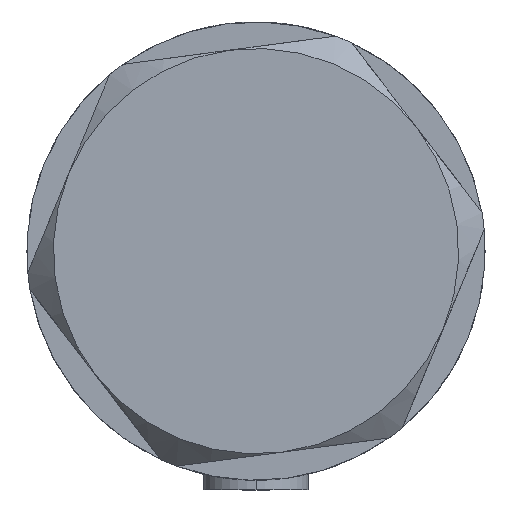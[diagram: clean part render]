
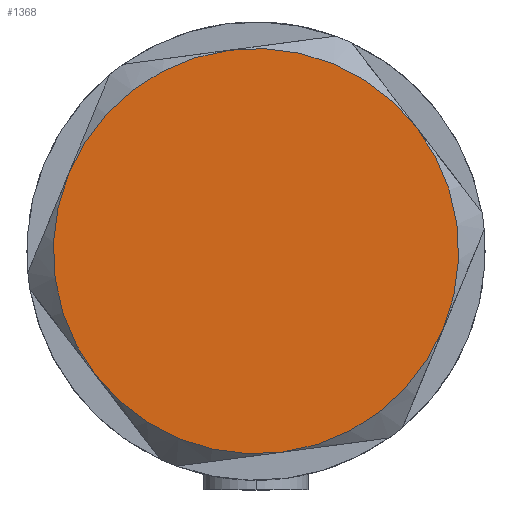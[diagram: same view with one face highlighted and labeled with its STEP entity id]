
A CAD part, left-side view. The second image highlights one B-rep face of the part: STEP entity #1368.
In plain terms, the highlighted face is planar.
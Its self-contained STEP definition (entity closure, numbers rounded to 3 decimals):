
#2 = VERTEX_POINT ( 'NONE', #1747 ) ;
#14 = DIRECTION ( 'NONE',  ( 0., 0., 1. ) ) ;
#36 = CIRCLE ( 'NONE', #4492, 23. ) ;
#136 = ORIENTED_EDGE ( 'NONE', *, *, #4216, .T. ) ;
#217 = VERTEX_POINT ( 'NONE', #3270 ) ;
#271 = EDGE_CURVE ( 'NONE', #1905, #2, #36, .T. ) ;
#383 = EDGE_LOOP ( 'NONE', ( #2230, #1463, #941, #725, #2354, #136 ) ) ;
#693 = DIRECTION ( 'NONE',  ( 0., 0., 1. ) ) ;
#725 = ORIENTED_EDGE ( 'NONE', *, *, #3323, .T. ) ;
#797 = DIRECTION ( 'NONE',  ( 1., 0., 0. ) ) ;
#941 = ORIENTED_EDGE ( 'NONE', *, *, #2065, .T. ) ;
#1017 = FACE_OUTER_BOUND ( 'NONE', #383, .T. ) ;
#1037 = CARTESIAN_POINT ( 'NONE',  ( 0., 0., 9. ) ) ;
#1229 = DIRECTION ( 'NONE',  ( 0., 0., 1. ) ) ;
#1325 = CIRCLE ( 'NONE', #1812, 23. ) ;
#1354 = VERTEX_POINT ( 'NONE', #3777 ) ;
#1368 = ADVANCED_FACE ( 'NONE', ( #1017 ), #1856, .T. ) ;
#1443 = CARTESIAN_POINT ( 'NONE',  ( 0., 0., 9. ) ) ;
#1463 = ORIENTED_EDGE ( 'NONE', *, *, #3106, .T. ) ;
#1609 = CARTESIAN_POINT ( 'NONE',  ( 0., 0., 9. ) ) ;
#1725 = CIRCLE ( 'NONE', #3886, 23. ) ;
#1747 = CARTESIAN_POINT ( 'NONE',  ( -11.5, -19.919, 9. ) ) ;
#1812 = AXIS2_PLACEMENT_3D ( 'NONE', #3594, #693, #797 ) ;
#1856 = PLANE ( 'NONE',  #2990 ) ;
#1905 = VERTEX_POINT ( 'NONE', #4875 ) ;
#2065 = EDGE_CURVE ( 'NONE', #1354, #217, #1725, .T. ) ;
#2216 = CARTESIAN_POINT ( 'NONE',  ( 0., 0., 9. ) ) ;
#2217 = DIRECTION ( 'NONE',  ( 0., 0., 1. ) ) ;
#2230 = ORIENTED_EDGE ( 'NONE', *, *, #3974, .T. ) ;
#2354 = ORIENTED_EDGE ( 'NONE', *, *, #271, .T. ) ;
#2577 = CIRCLE ( 'NONE', #2831, 23. ) ;
#2580 = DIRECTION ( 'NONE',  ( 1., 0., 0. ) ) ;
#2585 = VERTEX_POINT ( 'NONE', #5186 ) ;
#2814 = CARTESIAN_POINT ( 'NONE',  ( 0., 0., 9. ) ) ;
#2831 = AXIS2_PLACEMENT_3D ( 'NONE', #1037, #2217, #2580 ) ;
#2990 = AXIS2_PLACEMENT_3D ( 'NONE', #2216, #3034, #4617 ) ;
#3034 = DIRECTION ( 'NONE',  ( 0., 0., 1. ) ) ;
#3106 = EDGE_CURVE ( 'NONE', #2585, #1354, #1325, .T. ) ;
#3109 = DIRECTION ( 'NONE',  ( 0., 0., 1. ) ) ;
#3174 = AXIS2_PLACEMENT_3D ( 'NONE', #4433, #14, #3228 ) ;
#3228 = DIRECTION ( 'NONE',  ( 1., 0., 0. ) ) ;
#3270 = CARTESIAN_POINT ( 'NONE',  ( -11.5, 19.919, 9. ) ) ;
#3323 = EDGE_CURVE ( 'NONE', #217, #1905, #2577, .T. ) ;
#3594 = CARTESIAN_POINT ( 'NONE',  ( 0., 0., 9. ) ) ;
#3777 = CARTESIAN_POINT ( 'NONE',  ( 11.5, 19.919, 9. ) ) ;
#3886 = AXIS2_PLACEMENT_3D ( 'NONE', #1609, #1229, #4428 ) ;
#3974 = EDGE_CURVE ( 'NONE', #4513, #2585, #3994, .T. ) ;
#3994 = CIRCLE ( 'NONE', #4160, 23. ) ;
#4160 = AXIS2_PLACEMENT_3D ( 'NONE', #2814, #5016, #4217 ) ;
#4216 = EDGE_CURVE ( 'NONE', #2, #4513, #4948, .T. ) ;
#4217 = DIRECTION ( 'NONE',  ( 1., 0., 0. ) ) ;
#4220 = DIRECTION ( 'NONE',  ( 1., 0., 0. ) ) ;
#4313 = CARTESIAN_POINT ( 'NONE',  ( 11.5, -19.919, 9. ) ) ;
#4428 = DIRECTION ( 'NONE',  ( 1., 0., 0. ) ) ;
#4433 = CARTESIAN_POINT ( 'NONE',  ( 0., 0., 9. ) ) ;
#4492 = AXIS2_PLACEMENT_3D ( 'NONE', #1443, #3109, #4220 ) ;
#4513 = VERTEX_POINT ( 'NONE', #4313 ) ;
#4617 = DIRECTION ( 'NONE',  ( 1., 0., 0. ) ) ;
#4875 = CARTESIAN_POINT ( 'NONE',  ( -23., 0., 9. ) ) ;
#4948 = CIRCLE ( 'NONE', #3174, 23. ) ;
#5016 = DIRECTION ( 'NONE',  ( 0., 0., 1. ) ) ;
#5186 = CARTESIAN_POINT ( 'NONE',  ( 23., 0., 9. ) ) ;
